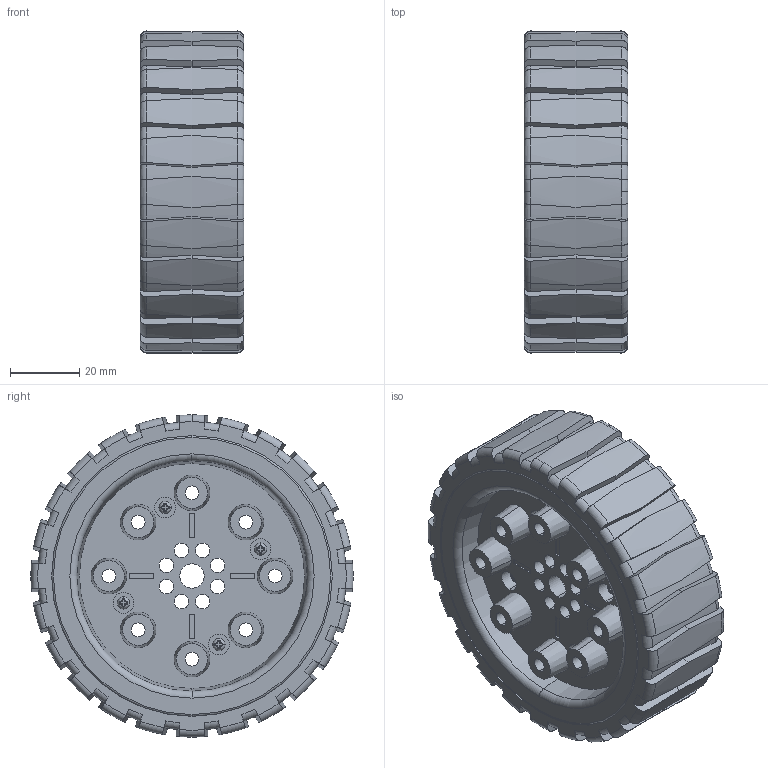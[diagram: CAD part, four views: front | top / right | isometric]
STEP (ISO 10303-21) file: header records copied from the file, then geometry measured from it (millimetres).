
FILE_DESCRIPTION (( 'STEP AP214' ), '1' );
FILE_NAME ('13-0009(Wide Wheel).step', '2025-08-25T09:23:40', ( '' ), ( '' ), 'SwSTEP 2.0', 'SolidWorks 2025', '' );
FILE_SCHEMA (( 'AUTOMOTIVE_DESIGN' ));
Length unit declared in the file: millimetre
Products named in the file (1): 13-0009(Wide Wheel)
Bounding box: 30 x 92.97 x 93 mm (x, y, z)
Volume: 150030.3 mm3; surface area: 35590.5 mm2
Topology: 9 solids, 9 shells, 763 faces, 1991 edges, 1282 vertices
Faces by surface type: plane 310, cylinder 185, torus 138, bspline 96, cone 34
Entity records: 27620 total; most frequent: CARTESIAN_POINT 10317, ORIENTED_EDGE 3982, DIRECTION 3147, EDGE_CURVE 1991, VERTEX_POINT 1282, AXIS2_PLACEMENT_3D 1240, EDGE_LOOP 833, FACE_OUTER_BOUND 763
